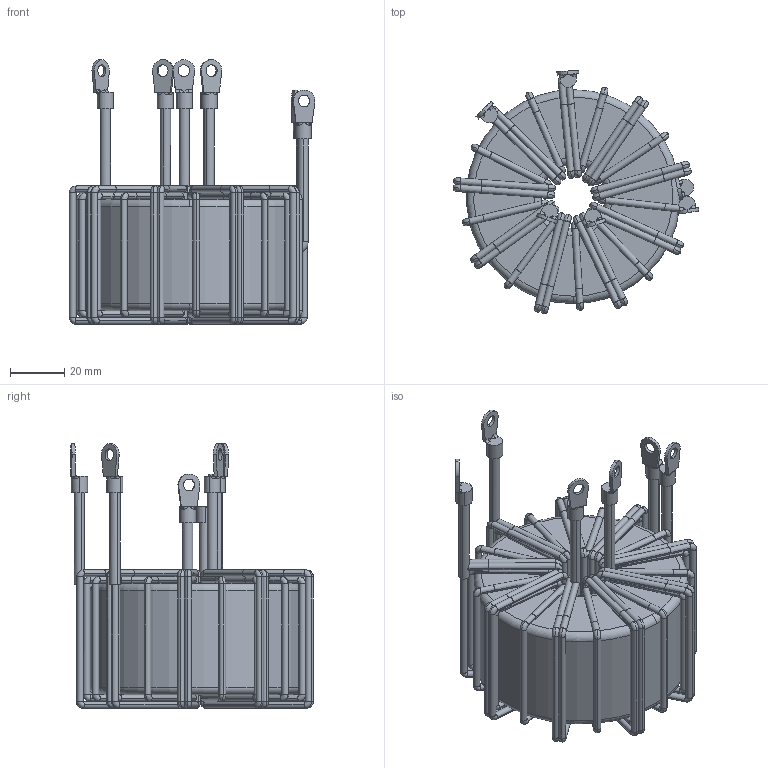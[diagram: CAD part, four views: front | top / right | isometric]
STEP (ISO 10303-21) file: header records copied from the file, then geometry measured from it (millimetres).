
FILE_DESCRIPTION (( 'STEP AP203' ), '1' );
FILE_NAME ('3DPower Rocio.STEP', '2019-11-05T11:48:34', ( '' ), ( '' ), 'SwSTEP 2.0', 'SolidWorks 2018', '' );
FILE_SCHEMA (( 'CONFIG_CONTROL_DESIGN' ));
Length unit declared in the file: millimetre
Products named in the file (1): 3DPower Rocio
Bounding box: 90.57 x 89.52 x 97.5 mm (x, y, z)
Volume: 212470.2 mm3; surface area: 68936.4 mm2
Topology: 25 solids, 25 shells, 898 faces, 2442 edges, 1500 vertices
Faces by surface type: cylinder 480, torus 305, plane 65, bspline 48
Entity records: 31879 total; most frequent: CARTESIAN_POINT 8406, DIRECTION 5552, ORIENTED_EDGE 4812, AXIS2_PLACEMENT_3D 2472, EDGE_CURVE 2406, CIRCLE 1621, VERTEX_POINT 1500, EDGE_LOOP 926
